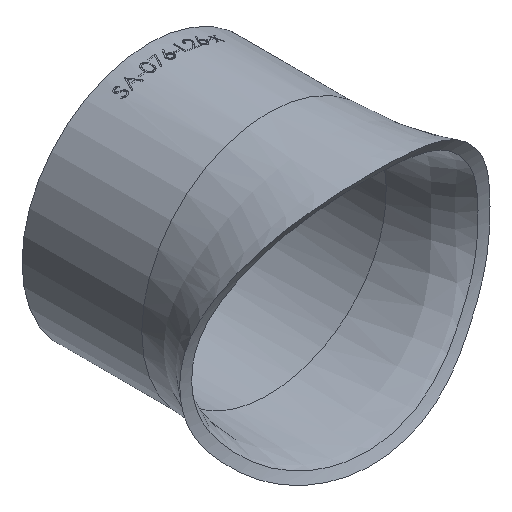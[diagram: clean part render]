
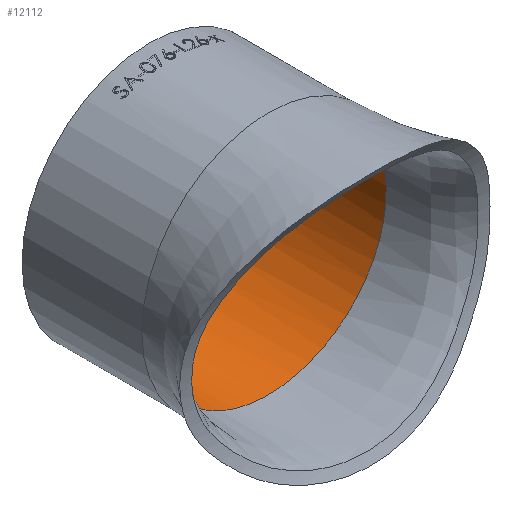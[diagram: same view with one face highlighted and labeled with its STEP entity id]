
A CAD part, isometric view. The second image highlights one B-rep face of the part: STEP entity #12112.
In plain terms, the highlighted cylindrical face has radius 35.45 mm (diameter 70.9 mm), a full revolution.
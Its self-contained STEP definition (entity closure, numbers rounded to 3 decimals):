
#554 = CARTESIAN_POINT ( 'NONE',  ( 35.388, 65.36, 2.435 ) ) ;
#611 = CARTESIAN_POINT ( 'NONE',  ( -1.216, 65.36, -35.45 ) ) ;
#670 = CARTESIAN_POINT ( 'NONE',  ( -2.435, 65.36, -35.388 ) ) ;
#784 = CARTESIAN_POINT ( 'NONE',  ( 4.819, 65.36, -35.146 ) ) ;
#899 = CARTESIAN_POINT ( 'NONE',  ( -34.493, 65.36, -8.294 ) ) ;
#1076 = CARTESIAN_POINT ( 'NONE',  ( -21.851, 65.36, 28.272 ) ) ;
#1902 = CARTESIAN_POINT ( 'NONE',  ( 28.272, 65.36, -21.851 ) ) ;
#2018 = CARTESIAN_POINT ( 'NONE',  ( 21.851, 65.36, 28.272 ) ) ;
#2076 = CARTESIAN_POINT ( 'NONE',  ( 0., 65.36, 35.45 ) ) ;
#2173 = DIRECTION ( 'NONE',  ( 0., 0., 1. ) ) ;
#2192 = CARTESIAN_POINT ( 'NONE',  ( -33.511, 65.36, 11.647 ) ) ;
#2309 = CARTESIAN_POINT ( 'NONE',  ( -4.898, 65.36, 35.45 ) ) ;
#3143 = CARTESIAN_POINT ( 'NONE',  ( 35.45, 65.36, -1.216 ) ) ;
#3199 = CARTESIAN_POINT ( 'NONE',  ( -4.819, 65.36, -35.146 ) ) ;
#3201 = DIRECTION ( 'NONE',  ( 0., 1., 0. ) ) ;
#3258 = CARTESIAN_POINT ( 'NONE',  ( 33.511, 65.36, -11.647 ) ) ;
#3322 = CARTESIAN_POINT ( 'NONE',  ( 1.216, 65.36, -35.45 ) ) ;
#3438 = CARTESIAN_POINT ( 'NONE',  ( -35.388, 65.36, -2.435 ) ) ;
#3501 = CARTESIAN_POINT ( 'NONE',  ( -35.388, 65.36, 2.435 ) ) ;
#3616 = CARTESIAN_POINT ( 'NONE',  ( -34.966, 65.36, 5.988 ) ) ;
#3826 = VERTEX_POINT ( 'NONE', #16780 ) ;
#4269 = EDGE_LOOP ( 'NONE', ( #12596 ) ) ;
#4394 = AXIS2_PLACEMENT_3D ( 'NONE', #12002, #8219, #2173 ) ;
#4408 = CARTESIAN_POINT ( 'NONE',  ( 9.553, 65.36, 34.457 ) ) ;
#4463 = CARTESIAN_POINT ( 'NONE',  ( 21.851, 65.36, -28.272 ) ) ;
#4520 = CARTESIAN_POINT ( 'NONE',  ( 33.112, 65.36, -12.731 ) ) ;
#4574 = CARTESIAN_POINT ( 'NONE',  ( -33.112, 65.36, -12.731 ) ) ;
#4633 = CARTESIAN_POINT ( 'NONE',  ( -5.988, 65.36, -34.966 ) ) ;
#4866 = CARTESIAN_POINT ( 'NONE',  ( -35.146, 65.36, 4.819 ) ) ;
#4921 = CARTESIAN_POINT ( 'NONE',  ( -34.966, 65.36, -5.988 ) ) ;
#5707 = CARTESIAN_POINT ( 'NONE',  ( -28.272, 65.36, -21.851 ) ) ;
#5758 = CARTESIAN_POINT ( 'NONE',  ( 8.294, 65.36, -34.493 ) ) ;
#5930 = CARTESIAN_POINT ( 'NONE',  ( 34.201, 65.36, 9.429 ) ) ;
#6046 = CARTESIAN_POINT ( 'NONE',  ( -35.45, 65.36, 1.216 ) ) ;
#6103 = CARTESIAN_POINT ( 'NONE',  ( -30.869, 65.36, 18.03 ) ) ;
#6169 = AXIS2_PLACEMENT_3D ( 'NONE', #8184, #3201, #8242 ) ;
#7060 = CARTESIAN_POINT ( 'NONE',  ( 18.03, 65.36, 30.869 ) ) ;
#7118 = CARTESIAN_POINT ( 'NONE',  ( -11.647, 65.36, -33.511 ) ) ;
#7170 = CARTESIAN_POINT ( 'NONE',  ( 12.731, 65.36, -33.112 ) ) ;
#7228 = CARTESIAN_POINT ( 'NONE',  ( 30.869, 65.36, -18.03 ) ) ;
#7513 = CARTESIAN_POINT ( 'NONE',  ( 0., 65.36, 35.45 ) ) ;
#7558 = CYLINDRICAL_SURFACE ( 'NONE', #4394, 35.45 ) ;
#8184 = CARTESIAN_POINT ( 'NONE',  ( 0., 101.36, 0. ) ) ;
#8219 = DIRECTION ( 'NONE',  ( 0., 1., 0. ) ) ;
#8242 = DIRECTION ( 'NONE',  ( 0., 0., 1. ) ) ;
#8301 = CARTESIAN_POINT ( 'NONE',  ( 35.45, 65.36, 1.216 ) ) ;
#8356 = CARTESIAN_POINT ( 'NONE',  ( 11.647, 65.36, -33.511 ) ) ;
#8412 = CARTESIAN_POINT ( 'NONE',  ( -21.851, 65.36, -28.272 ) ) ;
#8470 = CARTESIAN_POINT ( 'NONE',  ( 34.493, 65.36, 8.294 ) ) ;
#8529 = CARTESIAN_POINT ( 'NONE',  ( 35.146, 65.36, 4.819 ) ) ;
#9834 = CARTESIAN_POINT ( 'NONE',  ( 2.435, 65.36, -35.388 ) ) ;
#9955 = CARTESIAN_POINT ( 'NONE',  ( -34.201, 65.36, 9.429 ) ) ;
#10010 = CARTESIAN_POINT ( 'NONE',  ( -33.112, 65.36, 12.731 ) ) ;
#10072 = CARTESIAN_POINT ( 'NONE',  ( -34.493, 65.36, 8.294 ) ) ;
#10954 = CARTESIAN_POINT ( 'NONE',  ( 9.429, 65.36, -34.201 ) ) ;
#10980 = FACE_OUTER_BOUND ( 'NONE', #16077, .T. ) ;
#11006 = CARTESIAN_POINT ( 'NONE',  ( 33.511, 65.36, 11.647 ) ) ;
#11063 = CARTESIAN_POINT ( 'NONE',  ( 34.966, 65.36, -5.988 ) ) ;
#11124 = CARTESIAN_POINT ( 'NONE',  ( -9.429, 65.36, -34.201 ) ) ;
#11300 = CARTESIAN_POINT ( 'NONE',  ( -35.146, 65.36, -4.819 ) ) ;
#11359 = CARTESIAN_POINT ( 'NONE',  ( -28.272, 65.36, 21.851 ) ) ;
#11419 = EDGE_CURVE ( 'NONE', #3826, #3826, #11867, .T. ) ;
#11724 = CIRCLE ( 'NONE', #6169, 35.45 ) ;
#11867 = B_SPLINE_CURVE_WITH_KNOTS ( 'NONE', 3,
 ( #2076, #14742, #4408, #7060, #2018, #12239, #16211, #13670, #11006, #5930, #8470, #16266, #8529, #554, #8301, #3143, #12185, #14971, #11063, #16095, #14796, #3258, #4520, #7228, #1902, #4463, #13488, #7170, #8356, #10954, #5758, #14855, #784, #9834, #3322, #611, #670, #3199, #4633, #13548, #11124, #7118, #13425, #16154, #8412, #5707, #12300, #4574, #12591, #15034, #899, #4921, #11300, #3438, #13792, #6046, #3501, #4866, #3616, #10072, #9955, #2192, #10010, #6103, #11359, #1076, #16331, #12656, #2309, #7513 ),
 .UNSPECIFIED., .T., .F.,
 ( 4, 2, 2, 2, 2, 2, 2, 2, 2, 2, 2, 2, 2, 2, 2, 2, 2, 2, 2, 2, 2, 2, 2, 2, 2, 2, 2, 2, 2, 2, 2, 2, 2, 2, 4 ),
 ( 0., 0.063, 0.125, 0.188, 0.203, 0.219, 0.234, 0.25, 0.266, 0.281, 0.297, 0.313, 0.375, 0.438, 0.453, 0.469, 0.484, 0.5, 0.516, 0.531, 0.547, 0.563, 0.625, 0.688, 0.703, 0.719, 0.734, 0.75, 0.766, 0.781, 0.797, 0.813, 0.875, 0.938, 1. ),
 .UNSPECIFIED. ) ;
#11982 = FACE_OUTER_BOUND ( 'NONE', #4269, .T. ) ;
#12002 = CARTESIAN_POINT ( 'NONE',  ( 0., 65.36, 0. ) ) ;
#12112 = ADVANCED_FACE ( 'NONE', ( #10980, #11982 ), #7558, .F. ) ;
#12185 = CARTESIAN_POINT ( 'NONE',  ( 35.388, 65.36, -2.435 ) ) ;
#12239 = CARTESIAN_POINT ( 'NONE',  ( 28.272, 65.36, 21.851 ) ) ;
#12292 = VERTEX_POINT ( 'NONE', #14203 ) ;
#12300 = CARTESIAN_POINT ( 'NONE',  ( -30.869, 65.36, -18.03 ) ) ;
#12591 = CARTESIAN_POINT ( 'NONE',  ( -33.511, 65.36, -11.647 ) ) ;
#12596 = ORIENTED_EDGE ( 'NONE', *, *, #15887, .T. ) ;
#12656 = CARTESIAN_POINT ( 'NONE',  ( -9.553, 65.36, 34.457 ) ) ;
#13425 = CARTESIAN_POINT ( 'NONE',  ( -12.731, 65.36, -33.112 ) ) ;
#13488 = CARTESIAN_POINT ( 'NONE',  ( 18.03, 65.36, -30.869 ) ) ;
#13548 = CARTESIAN_POINT ( 'NONE',  ( -8.294, 65.36, -34.493 ) ) ;
#13670 = CARTESIAN_POINT ( 'NONE',  ( 33.112, 65.36, 12.731 ) ) ;
#13792 = CARTESIAN_POINT ( 'NONE',  ( -35.45, 65.36, -1.216 ) ) ;
#14203 = CARTESIAN_POINT ( 'NONE',  ( 0., 101.36, 35.45 ) ) ;
#14742 = CARTESIAN_POINT ( 'NONE',  ( 4.898, 65.36, 35.45 ) ) ;
#14796 = CARTESIAN_POINT ( 'NONE',  ( 34.201, 65.36, -9.429 ) ) ;
#14855 = CARTESIAN_POINT ( 'NONE',  ( 5.988, 65.36, -34.966 ) ) ;
#14971 = CARTESIAN_POINT ( 'NONE',  ( 35.146, 65.36, -4.819 ) ) ;
#15034 = CARTESIAN_POINT ( 'NONE',  ( -34.201, 65.36, -9.429 ) ) ;
#15232 = ORIENTED_EDGE ( 'NONE', *, *, #11419, .F. ) ;
#15887 = EDGE_CURVE ( 'NONE', #12292, #12292, #11724, .T. ) ;
#16077 = EDGE_LOOP ( 'NONE', ( #15232 ) ) ;
#16095 = CARTESIAN_POINT ( 'NONE',  ( 34.493, 65.36, -8.294 ) ) ;
#16154 = CARTESIAN_POINT ( 'NONE',  ( -18.03, 65.36, -30.869 ) ) ;
#16211 = CARTESIAN_POINT ( 'NONE',  ( 30.869, 65.36, 18.03 ) ) ;
#16266 = CARTESIAN_POINT ( 'NONE',  ( 34.966, 65.36, 5.988 ) ) ;
#16331 = CARTESIAN_POINT ( 'NONE',  ( -18.03, 65.36, 30.87 ) ) ;
#16780 = CARTESIAN_POINT ( 'NONE',  ( 0., 65.36, 35.45 ) ) ;
